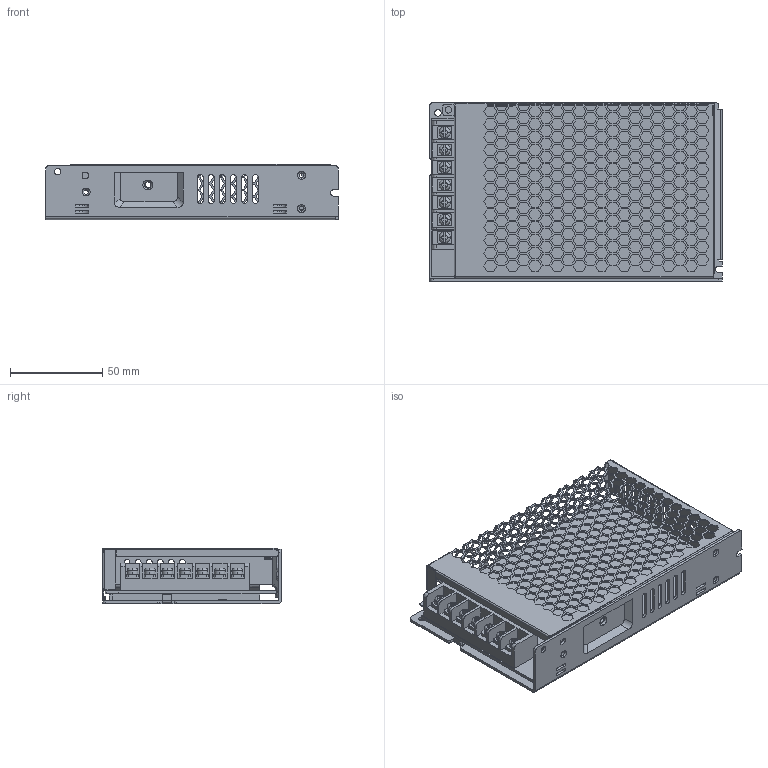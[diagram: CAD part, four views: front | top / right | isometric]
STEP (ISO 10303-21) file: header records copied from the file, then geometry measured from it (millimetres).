
FILE_DESCRIPTION (( 'STEP AP214' ), '1' );
FILE_NAME ('CDKU-S150W三维图-202505.STEP', '2025-04-18T05:22:58', ( '万丰电脑' ), ( '电话：0577-62733550' ), 'SwSTEP 2.0', 'SolidWorks 2020', '' );
FILE_SCHEMA (( 'AUTOMOTIVE_DESIGN' ));
Length unit declared in the file: millimetre
Products named in the file (4): CDKU-150裔; CDKU-S150W三维图-202505; CDKU-150-菁; 諉盄傷赽-7p
Assembly tree (3 placements, depth 2):
  CDKU-S150W三维图-202505
    CDKU-150-菁
    諉盄傷赽-7p
    CDKU-150裔
Bounding box: 159 x 97 x 30 mm (x, y, z)
Volume: 74486.3 mm3; surface area: 101947.4 mm2
Topology: 3 solids, 3 shells, 2744 faces, 8118 edges, 5336 vertices
Faces by surface type: plane 2419, cylinder 241, bspline 52, torus 28, cone 4
Entity records: 127170 total; most frequent: CARTESIAN_POINT 22843, ORIENTED_EDGE 16236, DIRECTION 13487, EDGE_CURVE 8118, LINE 7339, VECTOR 7339, VERTEX_POINT 5336, EDGE_LOOP 3420
